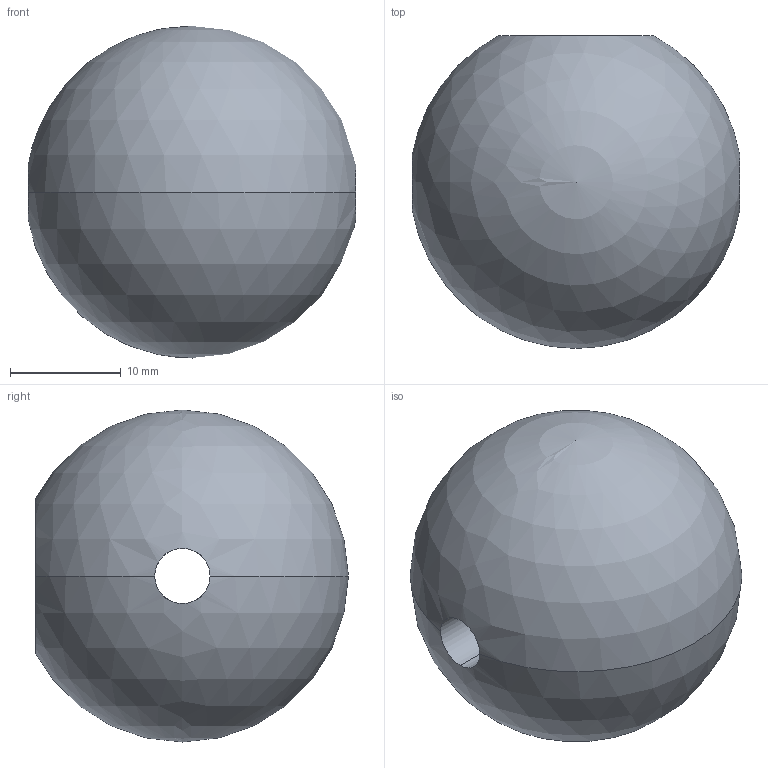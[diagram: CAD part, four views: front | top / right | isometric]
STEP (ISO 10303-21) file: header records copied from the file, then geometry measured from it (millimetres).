
FILE_DESCRIPTION (( 'STEP AP203' ), '1' );
FILE_NAME ('Rotule V2.STEP', '2020-06-17T15:45:43', ( '' ), ( '' ), 'SwSTEP 2.0', 'SolidWorks 2016', '' );
FILE_SCHEMA (( 'CONFIG_CONTROL_DESIGN' ));
Length unit declared in the file: millimetre
Products named in the file (1): Rotule V2
Bounding box: 29.58 x 28.27 x 30 mm (x, y, z)
Volume: 11778.7 mm3; surface area: 3786.7 mm2
Topology: 1 solids, 1 shells, 10 faces, 32 edges, 21 vertices
Faces by surface type: cylinder 6, sphere 2, plane 2
Entity records: 535 total; most frequent: CARTESIAN_POINT 178, DIRECTION 64, ORIENTED_EDGE 56, AXIS2_PLACEMENT_3D 29, EDGE_CURVE 28, VERTEX_POINT 19, CIRCLE 18, EDGE_LOOP 13
